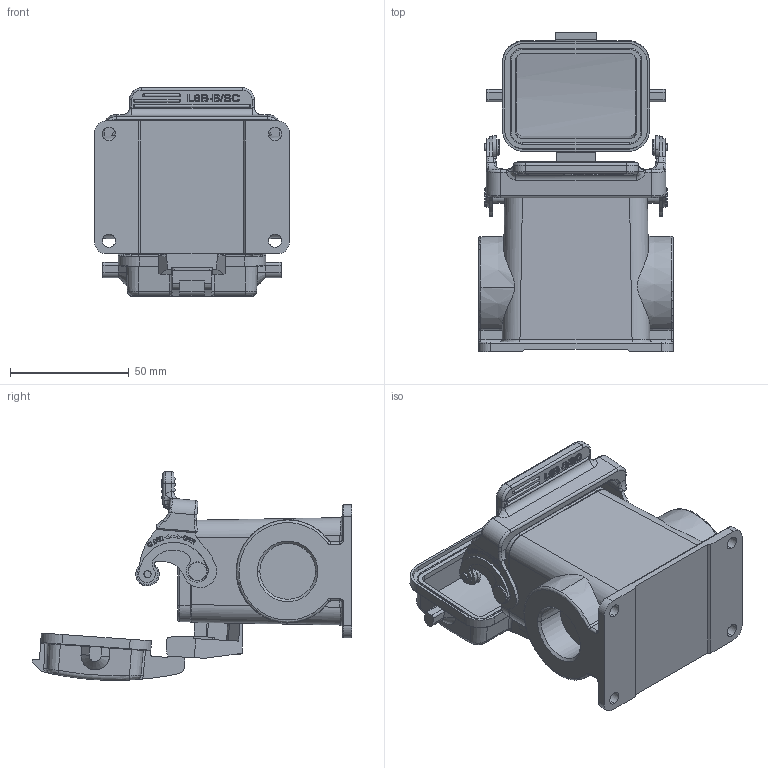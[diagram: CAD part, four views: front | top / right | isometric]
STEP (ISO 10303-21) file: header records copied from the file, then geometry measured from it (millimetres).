
FILE_DESCRIPTION((''),'2;1');
FILE_NAME('3D_1110062615003_H6B-SFH-1L_SC-','2024-01-19T',('13843'),(''),'PRO/ENGINEER BY PARAMETRIC TECHNOLOGY CORPORATION, 2012480','PRO/ENGINEER BY PARAMETRIC TECHNOLOGY CORPORATION, 2012480','');
FILE_SCHEMA(('CONFIG_CONTROL_DESIGN'));
Products named in the file (1): 3D_1110062615003_H6B-SFH-1L_SC-
Bounding box: 82 x 134.6 x 87.86 mm (x, y, z)
Volume: 149488.1 mm3; surface area: 62009.1 mm2
Topology: 1 solids, 12 shells, 1274 faces, 3530 edges, 2350 vertices
Faces by surface type: plane 553, cylinder 299, extrusion 257, bspline 56, torus 56, cone 39, sphere 14
Entity records: 49825 total; most frequent: CARTESIAN_POINT 14837, ORIENTED_EDGE 7024, DIRECTION 5613, EDGE_CURVE 3512, VERTEX_POINT 2350, VECTOR 2109, LINE 1852, AXIS2_PLACEMENT_3D 1752
